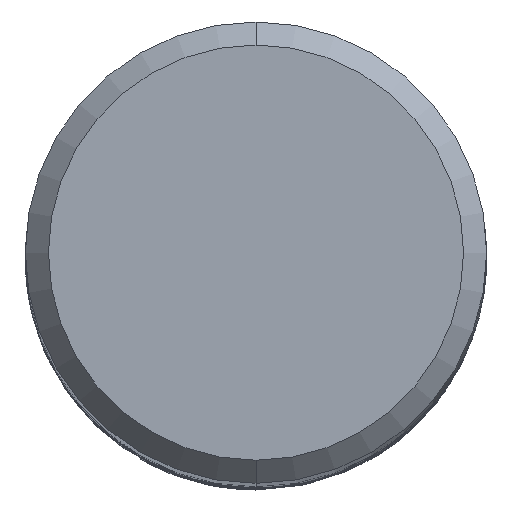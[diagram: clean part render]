
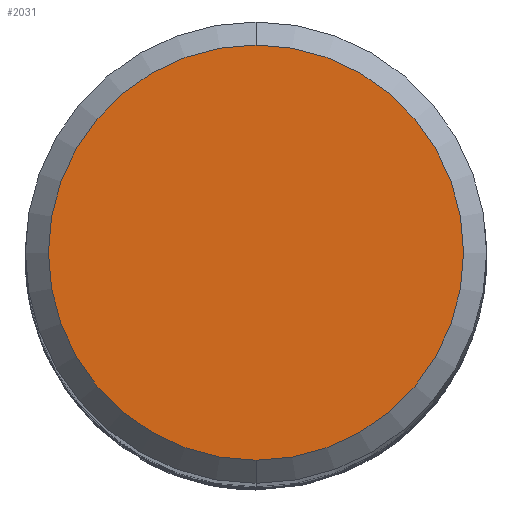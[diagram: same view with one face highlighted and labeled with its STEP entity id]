
A CAD part, top view. The second image highlights one B-rep face of the part: STEP entity #2031.
In plain terms, the highlighted planar face has unit normal (0, 0, 1).
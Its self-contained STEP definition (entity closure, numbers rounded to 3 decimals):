
#1369=VERTEX_POINT('',#3459);
#1803=EDGE_CURVE('',#2903,#1369,#3929,.T.);
#2031=ADVANCED_FACE('',(#4176),#4177,.T.);
#2653=EDGE_CURVE('',#1369,#2903,#4846,.T.);
#2903=VERTEX_POINT('',#5117);
#3459=CARTESIAN_POINT('',(0.,-4.5,0.0));
#3929=CIRCLE('',#17254,4.5);
#4176=FACE_OUTER_BOUND('',#20344,.T.);
#4177=PLANE('',#20345);
#4846=CIRCLE('',#28380,4.5);
#5117=CARTESIAN_POINT('',(0.0,4.5,0.0));
#17254=AXIS2_PLACEMENT_3D('',#34488,#34489,#34490);
#20344=EDGE_LOOP('',(#34738,#34739));
#20345=AXIS2_PLACEMENT_3D('',#34740,#34741,#34742);
#28380=AXIS2_PLACEMENT_3D('',#35468,#35469,#35470);
#34488=CARTESIAN_POINT('',(0.0,0.0,0.0));
#34489=DIRECTION('',(0.0,0.0,-1.0));
#34490=DIRECTION('',(0.0,1.0,0.0));
#34738=ORIENTED_EDGE('',*,*,#1803,.F.);
#34739=ORIENTED_EDGE('',*,*,#2653,.F.);
#34740=CARTESIAN_POINT('',(0.0,2.25,0.0));
#34741=DIRECTION('',(-0.0,0.0,1.0));
#34742=DIRECTION('',(0.0,-1.0,0.0));
#35468=CARTESIAN_POINT('',(0.0,0.0,0.0));
#35469=DIRECTION('',(0.0,0.0,-1.0));
#35470=DIRECTION('',(0.0,1.0,0.0));
